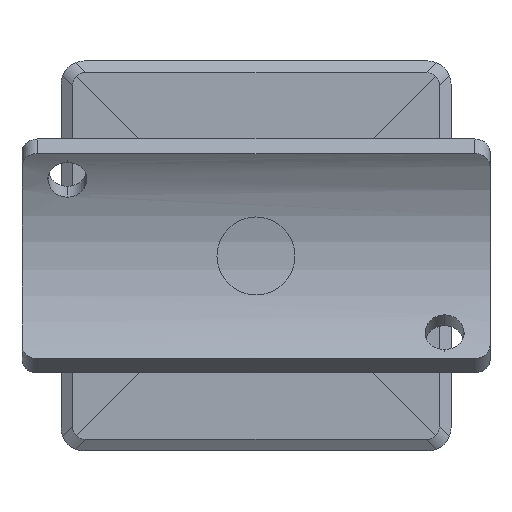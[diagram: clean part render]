
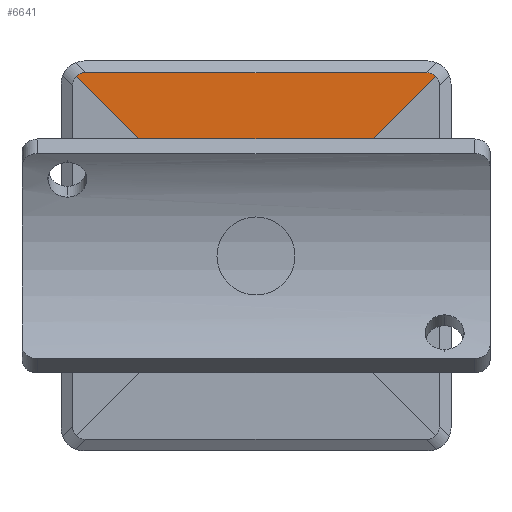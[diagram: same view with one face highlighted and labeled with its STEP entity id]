
A CAD part, left-side view. The second image highlights one B-rep face of the part: STEP entity #6641.
In plain terms, the highlighted face is planar.
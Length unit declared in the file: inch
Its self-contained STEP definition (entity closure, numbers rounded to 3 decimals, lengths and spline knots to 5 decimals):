
#356 = CARTESIAN_POINT ( 'NONE',  ( 0.89684, 0.62992, 0.91943 ) ) ;
#561 = VECTOR ( 'NONE', #4277, 39.37008 ) ;
#571 = DIRECTION ( 'NONE',  ( -0.707, 0., -0.707 ) ) ;
#633 = DIRECTION ( 'NONE',  ( 0., -1., 0. ) ) ;
#644 = VERTEX_POINT ( 'NONE', #7132 ) ;
#684 = ORIENTED_EDGE ( 'NONE', *, *, #6215, .F. ) ;
#735 = AXIS2_PLACEMENT_3D ( 'NONE', #5438, #3296, #1690 ) ;
#874 = LINE ( 'NONE', #4750, #561 ) ;
#920 = ORIENTED_EDGE ( 'NONE', *, *, #1329, .F. ) ;
#1063 = CARTESIAN_POINT ( 'NONE',  ( -0.85968, 0.62992, 0.9252 ) ) ;
#1285 = CARTESIAN_POINT ( 'NONE',  ( 0.13919, 0.62992, 0.13919 ) ) ;
#1310 = CARTESIAN_POINT ( 'NONE',  ( -0.85968, 0.62992, 0.9252 ) ) ;
#1329 = EDGE_CURVE ( 'NONE', #3241, #3170, #874, .T. ) ;
#1350 = VECTOR ( 'NONE', #2119, 39.37008 ) ;
#1435 = CARTESIAN_POINT ( 'NONE',  ( 0.90813, 0.62992, 0.90813 ) ) ;
#1481 = EDGE_LOOP ( 'NONE', ( #684, #6944, #3166, #4405, #4490, #920, #4082 ) ) ;
#1690 = DIRECTION ( 'NONE',  ( 0., 0., 1. ) ) ;
#1760 = FACE_OUTER_BOUND ( 'NONE', #1481, .T. ) ;
#1858 = CARTESIAN_POINT ( 'NONE',  ( -0.88047, 0.62992, 0.9252 ) ) ;
#1874 = DIRECTION ( 'NONE',  ( 0., 0., -1. ) ) ;
#1903 = VECTOR ( 'NONE', #571, 39.37008 ) ;
#1912 = EDGE_CURVE ( 'NONE', #644, #3577, #3909, .T. ) ;
#2119 = DIRECTION ( 'NONE',  ( -1., 0., 0. ) ) ;
#2689 = VERTEX_POINT ( 'NONE', #5985 ) ;
#2986 = AXIS2_PLACEMENT_3D ( 'NONE', #6402, #7027, #6468 ) ;
#3125 =( BOUNDED_CURVE ( )  B_SPLINE_CURVE ( 3, ( #5302, #5733, #1858, #1310 ),
 .UNSPECIFIED., .F., .F. ) 
 B_SPLINE_CURVE_WITH_KNOTS ( ( 4, 4 ),
 ( 3.14159, 3.54465 ),
 .UNSPECIFIED. ) 
 CURVE ( )  GEOMETRIC_REPRESENTATION_ITEM ( )  RATIONAL_B_SPLINE_CURVE ( ( 1., 0.987, 0.987, 1. ) ) 
 REPRESENTATION_ITEM ( '' )  );
#3147 = VERTEX_POINT ( 'NONE', #1063 ) ;
#3166 = ORIENTED_EDGE ( 'NONE', *, *, #1912, .T. ) ;
#3170 = VERTEX_POINT ( 'NONE', #5527 ) ;
#3188 = CARTESIAN_POINT ( 'NONE',  ( 0.88047, 0.62992, 0.9252 ) ) ;
#3241 = VERTEX_POINT ( 'NONE', #6079 ) ;
#3296 = DIRECTION ( 'NONE',  ( 0., 1., 0. ) ) ;
#3533 = EDGE_CURVE ( 'NONE', #3170, #2689, #5544, .T. ) ;
#3577 = VERTEX_POINT ( 'NONE', #1285 ) ;
#3909 = LINE ( 'NONE', #6734, #1903 ) ;
#4013 = EDGE_CURVE ( 'NONE', #2689, #3577, #4346, .T. ) ;
#4082 = ORIENTED_EDGE ( 'NONE', *, *, #5254, .T. ) ;
#4277 = DIRECTION ( 'NONE',  ( 0.707, 0., -0.707 ) ) ;
#4315 = EDGE_CURVE ( 'NONE', #6723, #644, #6028, .T. ) ;
#4346 = CIRCLE ( 'NONE', #2986, 0.19685 ) ;
#4372 = CARTESIAN_POINT ( 'NONE',  ( 1.02756, 0.62992, 0.9252 ) ) ;
#4405 = ORIENTED_EDGE ( 'NONE', *, *, #4013, .F. ) ;
#4490 = ORIENTED_EDGE ( 'NONE', *, *, #3533, .F. ) ;
#4750 = CARTESIAN_POINT ( 'NONE',  ( -0.97638, 0.62992, 0.97638 ) ) ;
#5254 = EDGE_CURVE ( 'NONE', #3241, #3147, #3125, .T. ) ;
#5302 = CARTESIAN_POINT ( 'NONE',  ( -0.90813, 0.62992, 0.90813 ) ) ;
#5438 = CARTESIAN_POINT ( 'NONE',  ( 0., 0.62992, 0. ) ) ;
#5527 = CARTESIAN_POINT ( 'NONE',  ( -0.13919, 0.62992, 0.13919 ) ) ;
#5544 = CIRCLE ( 'NONE', #735, 0.19685 ) ;
#5554 = CARTESIAN_POINT ( 'NONE',  ( 1.02756, 0.62992, 0.9252 ) ) ;
#5733 = CARTESIAN_POINT ( 'NONE',  ( -0.89684, 0.62992, 0.91943 ) ) ;
#5985 = CARTESIAN_POINT ( 'NONE',  ( 0., 0.62992, 0.19685 ) ) ;
#6028 =( BOUNDED_CURVE ( )  B_SPLINE_CURVE ( 3, ( #6365, #3188, #356, #1435 ),
 .UNSPECIFIED., .F., .T. ) 
 B_SPLINE_CURVE_WITH_KNOTS ( ( 4, 4 ),
 ( 2.73854, 3.14159 ),
 .UNSPECIFIED. ) 
 CURVE ( )  GEOMETRIC_REPRESENTATION_ITEM ( )  RATIONAL_B_SPLINE_CURVE ( ( 1., 0.987, 0.987, 1. ) ) 
 REPRESENTATION_ITEM ( '' )  );
#6079 = CARTESIAN_POINT ( 'NONE',  ( -0.90813, 0.62992, 0.90813 ) ) ;
#6100 = CARTESIAN_POINT ( 'NONE',  ( 0.85968, 0.62992, 0.9252 ) ) ;
#6140 = PLANE ( 'NONE',  #6385 ) ;
#6215 = EDGE_CURVE ( 'NONE', #6723, #3147, #6544, .T. ) ;
#6365 = CARTESIAN_POINT ( 'NONE',  ( 0.85968, 0.62992, 0.9252 ) ) ;
#6385 = AXIS2_PLACEMENT_3D ( 'NONE', #5554, #633, #1874 ) ;
#6402 = CARTESIAN_POINT ( 'NONE',  ( 0., 0.62992, 0. ) ) ;
#6468 = DIRECTION ( 'NONE',  ( 0., 0., 1. ) ) ;
#6544 = LINE ( 'NONE', #4372, #1350 ) ;
#6641 = ADVANCED_FACE ( 'NONE', ( #1760 ), #6140, .F. ) ;
#6723 = VERTEX_POINT ( 'NONE', #6100 ) ;
#6734 = CARTESIAN_POINT ( 'NONE',  ( -0.05118, 0.62992, -0.05118 ) ) ;
#6944 = ORIENTED_EDGE ( 'NONE', *, *, #4315, .T. ) ;
#7027 = DIRECTION ( 'NONE',  ( 0., 1., 0. ) ) ;
#7132 = CARTESIAN_POINT ( 'NONE',  ( 0.90813, 0.62992, 0.90813 ) ) ;
